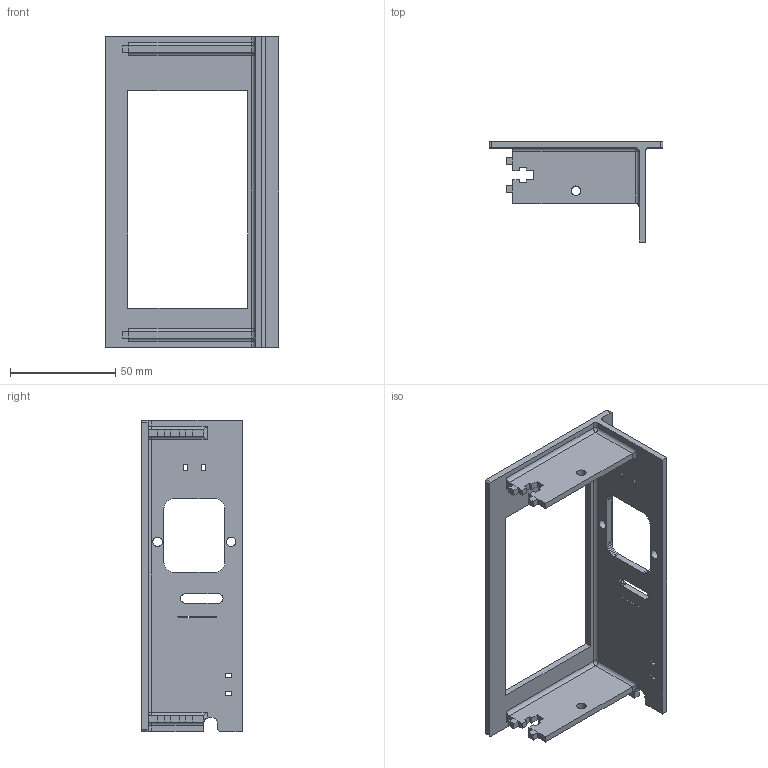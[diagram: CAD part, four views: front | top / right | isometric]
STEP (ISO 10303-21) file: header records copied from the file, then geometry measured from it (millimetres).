
FILE_DESCRIPTION(/* description */ (''),/* implementation_level */ '2;1');
FILE_NAME(/* name */ 'bulk_of_case_no_front_holes v3.step',/* time_stamp */ '2023-05-28T11:10:36-04:00',/* author */ (''),/* organization */ (''),/* preprocessor_version */ 'ST-DEVELOPER v19.2',/* originating_system */ 'Autodesk Translation Framework v11.17.0.187',/* authorisation */ '');
FILE_SCHEMA (('AUTOMOTIVE_DESIGN { 1 0 10303 214 3 1 1 }'));
Length unit declared in the file: millimetre
Products named in the file (1): bulk_of_case_no_front_holes
Bounding box: 82.6 x 47.78 x 147.79 mm (x, y, z)
Volume: 44861.2 mm3; surface area: 32899.9 mm2
Topology: 1 solids, 1 shells, 341 faces, 985 edges, 646 vertices
Faces by surface type: plane 313, cylinder 24, sphere 4
Full cylindrical faces by diameter (mm): 4.5 x4
Entity records: 11448 total; most frequent: CARTESIAN_POINT 2001, ORIENTED_EDGE 1978, DIRECTION 1716, EDGE_CURVE 989, LINE 942, VECTOR 942, VERTEX_POINT 654, AXIS2_PLACEMENT_3D 387
